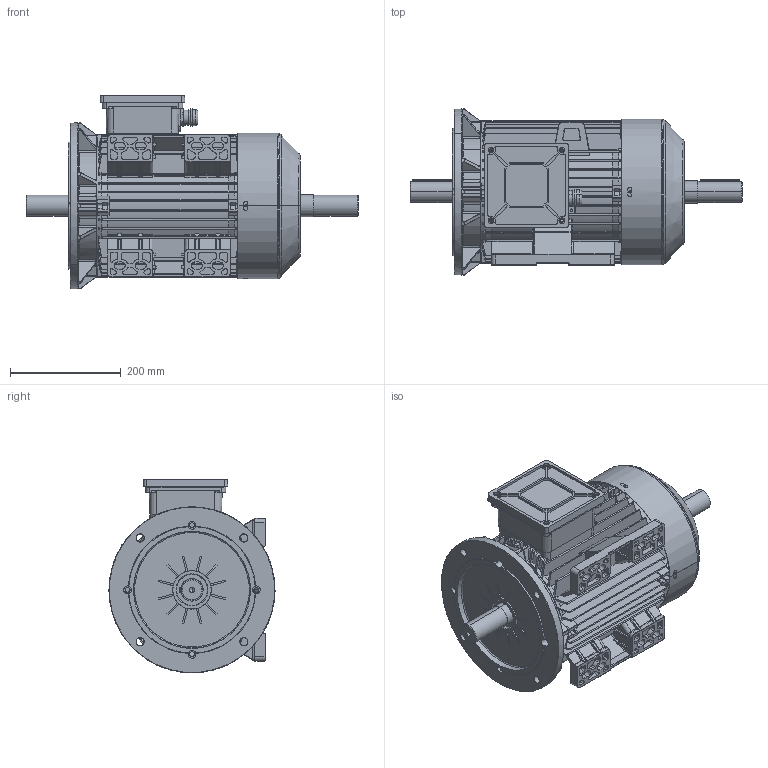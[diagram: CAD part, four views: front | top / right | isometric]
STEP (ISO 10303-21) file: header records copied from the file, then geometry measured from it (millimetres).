
FILE_DESCRIPTION (( 'STEP AP214' ), '1' );
FILE_NAME ('FCAP 132M-B3 B5-IC411-2-4-6-8 POLES-TB RIGHT-DOUBLE SHAFT.STEP', '2024-09-24T13:20:05', ( '' ), ( '' ), 'SwSTEP 2.0', 'SolidWorks 2024', '' );
FILE_SCHEMA (( 'AUTOMOTIVE_DESIGN' ));
Length unit declared in the file: millimetre
Products named in the file (14): Carcassa 132SM-B3-laterale; FCAP 132M-B3 B5-IC411-2-4-6-8 POLES-TB RIGHT-DOUBLE SHAFT; Scudo C-FC132 posteriore alto; Tappo M25; Gruppo Coprimorsettiera 132; Albero 132M serie autoventilato; Flangia FC132_Cuscinetto_6208; Guarnizione scatola-coperchio 132; Coperchio scatola morsetti 132; Copriventola 132M H.113; Guarnizione scatola-motore 132; Scatola morsetti 132; parallel_din_Parallel key A10 x 8 x 70 DIN 6885; PRESSACAVO M25
Assembly tree (15 placements, depth 3):
  FCAP 132M-B3 B5-IC411-2-4-6-8 POLES-TB RIGHT-DOUBLE SHAFT
    Albero 132M serie autoventilato  x2
    Flangia FC132_Cuscinetto_6208
    parallel_din_Parallel key A10 x 8 x 70 DIN 6885  x2
    Scudo C-FC132 posteriore alto
    Copriventola 132M H.113
    Gruppo Coprimorsettiera 132
      Scatola morsetti 132
      Coperchio scatola morsetti 132
      Guarnizione scatola-motore 132
      PRESSACAVO M25
      Tappo M25
      Guarnizione scatola-coperchio 132
    Carcassa 132SM-B3-laterale
Bounding box: 600 x 300 x 350 mm (x, y, z)
Volume: 5610489.4 mm3; surface area: 1949723.7 mm2
Topology: 14 solids, 18 shells, 5163 faces, 13899 edges, 8825 vertices
Faces by surface type: plane 2121, cylinder 1490, cone 681, torus 671, bspline 138, sphere 62
Entity records: 173500 total; most frequent: CARTESIAN_POINT 46012, ORIENTED_EDGE 27462, DIRECTION 25848, EDGE_CURVE 13731, AXIS2_PLACEMENT_3D 9369, VERTEX_POINT 8741, VECTOR 7110, LINE 7110
